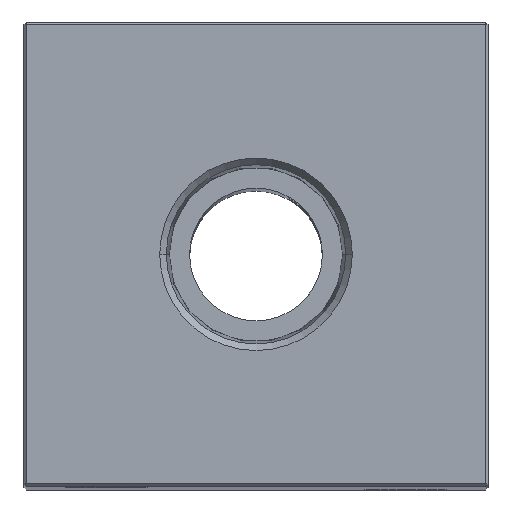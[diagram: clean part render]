
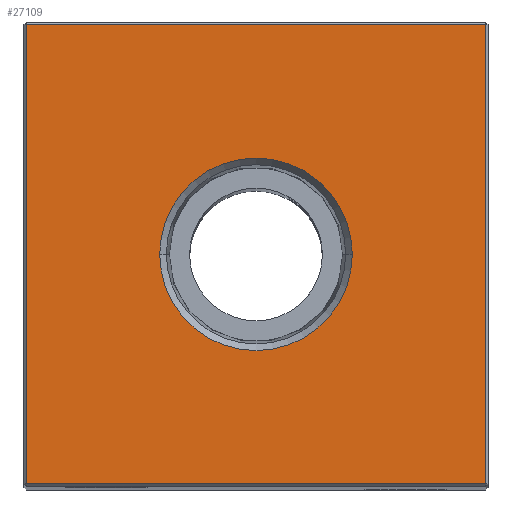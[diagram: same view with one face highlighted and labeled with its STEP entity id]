
A CAD part, top view. The second image highlights one B-rep face of the part: STEP entity #27109.
In plain terms, the highlighted planar face has unit normal (0, 0, 1).
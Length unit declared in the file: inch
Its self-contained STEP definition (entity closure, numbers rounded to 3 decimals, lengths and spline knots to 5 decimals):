
#47 = DIRECTION ( 'NONE',  ( 0., 0., 1. ) ) ;
#971 = ORIENTED_EDGE ( 'NONE', *, *, #14246, .T. ) ;
#1287 = VERTEX_POINT ( 'NONE', #29018 ) ;
#1868 = VECTOR ( 'NONE', #21157, 39.37008 ) ;
#1912 = LINE ( 'NONE', #11579, #1868 ) ;
#2265 = PLANE ( 'NONE',  #25984 ) ;
#3309 = ORIENTED_EDGE ( 'NONE', *, *, #22980, .T. ) ;
#4975 = CARTESIAN_POINT ( 'NONE',  ( 0., 0., 7.25 ) ) ;
#5036 = DIRECTION ( 'NONE',  ( 1., 0., 0. ) ) ;
#5595 = CIRCLE ( 'NONE', #23160, 0.3626 ) ;
#5639 = DIRECTION ( 'NONE',  ( 1., 0., 0. ) ) ;
#6076 = EDGE_CURVE ( 'NONE', #29058, #1287, #21071, .T. ) ;
#6166 = EDGE_LOOP ( 'NONE', ( #12145, #30770, #971, #3309 ) ) ;
#6794 = DIRECTION ( 'NONE',  ( -1., 0., 0. ) ) ;
#7268 = CARTESIAN_POINT ( 'NONE',  ( -0.865, 0.865, 7.25 ) ) ;
#7356 = AXIS2_PLACEMENT_3D ( 'NONE', #16977, #26556, #5036 ) ;
#9028 = VERTEX_POINT ( 'NONE', #30810 ) ;
#9144 = DIRECTION ( 'NONE',  ( 0., -1., 0. ) ) ;
#9756 = DIRECTION ( 'NONE',  ( 1., 0., 0. ) ) ;
#9987 = VERTEX_POINT ( 'NONE', #27160 ) ;
#11579 = CARTESIAN_POINT ( 'NONE',  ( 0.865, 0., 7.25 ) ) ;
#12145 = ORIENTED_EDGE ( 'NONE', *, *, #6076, .T. ) ;
#14246 = EDGE_CURVE ( 'NONE', #9028, #21987, #1912, .T. ) ;
#14249 = FACE_OUTER_BOUND ( 'NONE', #6166, .T. ) ;
#14554 = DIRECTION ( 'NONE',  ( 0., 0., -1. ) ) ;
#15433 = ORIENTED_EDGE ( 'NONE', *, *, #22156, .F. ) ;
#15594 = EDGE_LOOP ( 'NONE', ( #15433, #23937 ) ) ;
#16118 = VECTOR ( 'NONE', #5639, 39.37008 ) ;
#16977 = CARTESIAN_POINT ( 'NONE',  ( 0., 0., 7.25 ) ) ;
#17563 = LINE ( 'NONE', #27143, #16118 ) ;
#18728 = LINE ( 'NONE', #28269, #21921 ) ;
#20895 = CIRCLE ( 'NONE', #7356, 0.3626 ) ;
#21071 = LINE ( 'NONE', #30583, #30275 ) ;
#21157 = DIRECTION ( 'NONE',  ( 0., 1., 0. ) ) ;
#21675 = CARTESIAN_POINT ( 'NONE',  ( 0., 0., 7.25 ) ) ;
#21921 = VECTOR ( 'NONE', #6794, 39.37008 ) ;
#21987 = VERTEX_POINT ( 'NONE', #30159 ) ;
#22156 = EDGE_CURVE ( 'NONE', #29505, #9987, #20895, .T. ) ;
#22980 = EDGE_CURVE ( 'NONE', #21987, #29058, #18728, .T. ) ;
#23160 = AXIS2_PLACEMENT_3D ( 'NONE', #21675, #47, #9756 ) ;
#23859 = FACE_BOUND ( 'NONE', #15594, .T. ) ;
#23937 = ORIENTED_EDGE ( 'NONE', *, *, #29222, .F. ) ;
#24171 = DIRECTION ( 'NONE',  ( -1., 0., 0. ) ) ;
#25984 = AXIS2_PLACEMENT_3D ( 'NONE', #4975, #14554, #24171 ) ;
#26556 = DIRECTION ( 'NONE',  ( 0., 0., 1. ) ) ;
#27109 = ADVANCED_FACE ( 'NONE', ( #14249, #23859 ), #2265, .F. ) ;
#27143 = CARTESIAN_POINT ( 'NONE',  ( 0., -0.865, 7.25 ) ) ;
#27160 = CARTESIAN_POINT ( 'NONE',  ( -0.3626, 0., 7.25 ) ) ;
#27881 = CARTESIAN_POINT ( 'NONE',  ( 0.3626, 0., 7.25 ) ) ;
#28269 = CARTESIAN_POINT ( 'NONE',  ( 0., 0.865, 7.25 ) ) ;
#29018 = CARTESIAN_POINT ( 'NONE',  ( -0.865, -0.865, 7.25 ) ) ;
#29058 = VERTEX_POINT ( 'NONE', #7268 ) ;
#29222 = EDGE_CURVE ( 'NONE', #9987, #29505, #5595, .T. ) ;
#29361 = EDGE_CURVE ( 'NONE', #1287, #9028, #17563, .T. ) ;
#29505 = VERTEX_POINT ( 'NONE', #27881 ) ;
#30159 = CARTESIAN_POINT ( 'NONE',  ( 0.865, 0.865, 7.25 ) ) ;
#30275 = VECTOR ( 'NONE', #9144, 39.37008 ) ;
#30583 = CARTESIAN_POINT ( 'NONE',  ( -0.865, 0., 7.25 ) ) ;
#30770 = ORIENTED_EDGE ( 'NONE', *, *, #29361, .T. ) ;
#30810 = CARTESIAN_POINT ( 'NONE',  ( 0.865, -0.865, 7.25 ) ) ;
